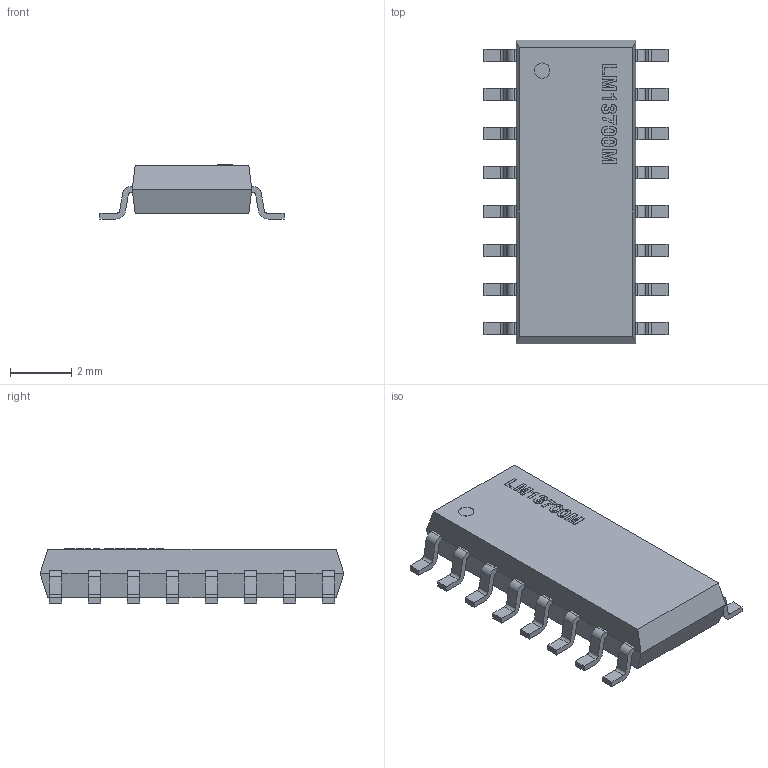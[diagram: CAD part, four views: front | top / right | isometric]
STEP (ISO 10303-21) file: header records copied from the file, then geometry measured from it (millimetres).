
FILE_DESCRIPTION(('FreeCAD Model'),'2;1');
FILE_NAME('Texas_Instruments_LM13700M.step', '2019-07-23T15:13:03',('Author'),(''), 'Open CASCADE STEP processor 7.3','FreeCAD','Unknown');
FILE_SCHEMA(('AUTOMOTIVE_DESIGN { 1 0 10303 214 1 1 1 1 }'));
Length unit declared in the file: millimetre
Products named in the file (1): LM13700M
Bounding box: 6 x 9.9 x 1.76 mm (x, y, z)
Volume: 59.9 mm3; surface area: 145.4 mm2
Topology: 1 solids, 1 shells, 357 faces, 1028 edges, 684 vertices
Faces by surface type: plane 205, extrusion 79, cylinder 65, bspline 8
Full cylindrical faces by diameter (mm): 0.5 x1
Entity records: 14350 total; most frequent: CARTESIAN_POINT 2876, ORIENTED_EDGE 2056, DIRECTION 1517, EDGE_CURVE 1028, VECTOR 715, VERTEX_POINT 684, LINE 636, AXIS2_PLACEMENT_3D 401
